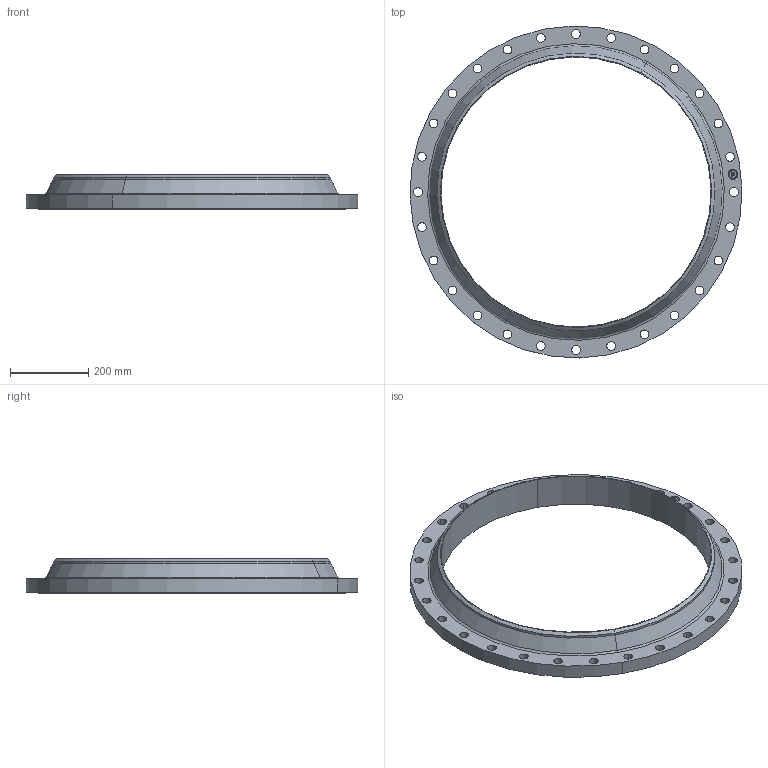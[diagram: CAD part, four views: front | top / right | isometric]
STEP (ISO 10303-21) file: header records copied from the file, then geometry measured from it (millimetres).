
FILE_DESCRIPTION(('3D STEP'),'2;1');
FILE_NAME('28-175-RF-WN-STD-BCIS-FLANGE.stp','2013-09-15T13:25:42+00:00',('Texas Flange'),(''),'CATIA Version 5 Release 20 SP 6 (IN-10)','CATIA V5 STEP AP214','800-826-3801');
FILE_SCHEMA(('AUTOMOTIVE_DESIGN { 1 0 10303 214 1 1 1 1 }'));
Length unit declared in the file: inch
Products named in the file (1): 28-175-RF-WN-STD-BCIS-FLANGE
Bounding box: 850.66 x 850.66 x 87.44 mm (x, y, z)
Volume: 8465446.6 mm3; surface area: 789139.7 mm2
Topology: 1 solids, 1 shells, 459 faces, 1364 edges, 898 vertices
Faces by surface type: plane 369, cylinder 84, cone 4, torus 2
Entity records: 17434 total; most frequent: ORIENTED_EDGE 2728, CARTESIAN_POINT 2653, DIRECTION 2144, EDGE_CURVE 1364, VECTOR 1132, LINE 1132, VERTEX_POINT 898, AXIS2_PLACEMENT_3D 623
